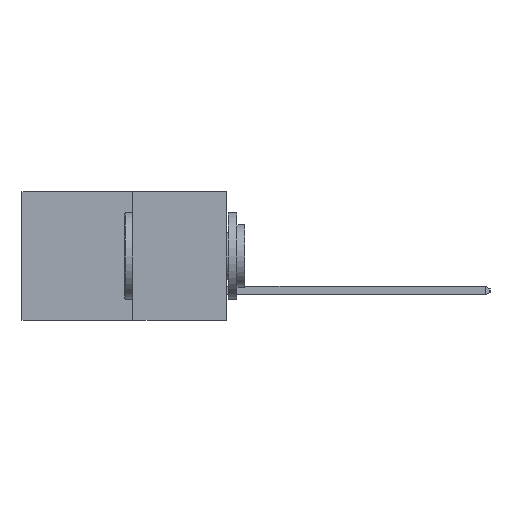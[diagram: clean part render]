
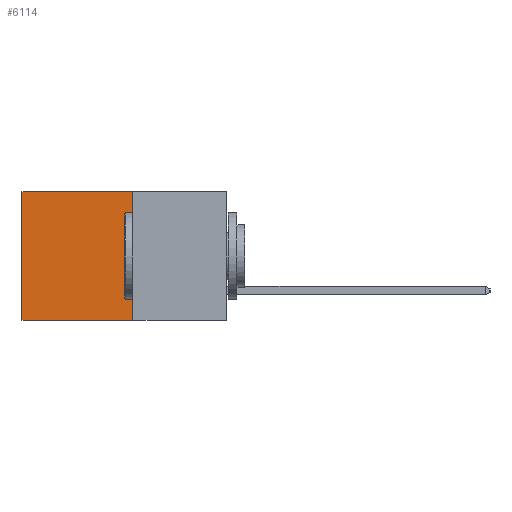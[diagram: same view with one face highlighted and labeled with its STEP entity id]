
A CAD part, left-side view. The second image highlights one B-rep face of the part: STEP entity #6114.
In plain terms, the highlighted planar face has unit normal (-1, 0, 0).
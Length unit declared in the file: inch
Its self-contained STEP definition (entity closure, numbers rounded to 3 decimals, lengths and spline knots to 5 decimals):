
#107 = ORIENTED_EDGE ( 'NONE', *, *, #8045, .T. ) ;
#944 = DIRECTION ( 'NONE',  ( 0., 1., 0. ) ) ;
#1561 = VECTOR ( 'NONE', #2059, 39.37008 ) ;
#1867 = LINE ( 'NONE', #11662, #1561 ) ;
#1869 = VERTEX_POINT ( 'NONE', #3235 ) ;
#2059 = DIRECTION ( 'NONE',  ( 0., 0., -1. ) ) ;
#2584 = AXIS2_PLACEMENT_3D ( 'NONE', #10513, #2848, #9582 ) ;
#2848 = DIRECTION ( 'NONE',  ( 1., 0., 0. ) ) ;
#3030 = EDGE_CURVE ( 'NONE', #5560, #1869, #8338, .T. ) ;
#3235 = CARTESIAN_POINT ( 'NONE',  ( 0.277, 0.59, -0.37 ) ) ;
#3236 = VECTOR ( 'NONE', #8812, 39.37008 ) ;
#3907 = CARTESIAN_POINT ( 'NONE',  ( 0.277, 0.27, 0. ) ) ;
#3916 = CARTESIAN_POINT ( 'NONE',  ( 0.277, 0.27, -0.37 ) ) ;
#3984 = LINE ( 'NONE', #11817, #8813 ) ;
#4011 = CARTESIAN_POINT ( 'NONE',  ( 0.277, 0.27, -0.37 ) ) ;
#4106 = DIRECTION ( 'NONE',  ( 0., 0., -1. ) ) ;
#5004 = CARTESIAN_POINT ( 'NONE',  ( 0.277, 0.59, 0. ) ) ;
#5046 = VERTEX_POINT ( 'NONE', #6070 ) ;
#5560 = VERTEX_POINT ( 'NONE', #3916 ) ;
#6070 = CARTESIAN_POINT ( 'NONE',  ( 0.277, 0.27, 0. ) ) ;
#6114 = ADVANCED_FACE ( 'NONE', ( #7235 ), #8611, .F. ) ;
#6599 = EDGE_LOOP ( 'NONE', ( #10323, #8860, #10925, #107 ) ) ;
#7235 = FACE_OUTER_BOUND ( 'NONE', #6599, .T. ) ;
#7606 = EDGE_CURVE ( 'NONE', #12348, #1869, #1867, .T. ) ;
#8045 = EDGE_CURVE ( 'NONE', #5046, #12348, #11802, .T. ) ;
#8338 = LINE ( 'NONE', #4011, #3236 ) ;
#8611 = PLANE ( 'NONE',  #2584 ) ;
#8812 = DIRECTION ( 'NONE',  ( 0., 1., 0. ) ) ;
#8813 = VECTOR ( 'NONE', #4106, 39.37008 ) ;
#8860 = ORIENTED_EDGE ( 'NONE', *, *, #3030, .F. ) ;
#9582 = DIRECTION ( 'NONE',  ( 0., 0., -1. ) ) ;
#10323 = ORIENTED_EDGE ( 'NONE', *, *, #7606, .T. ) ;
#10513 = CARTESIAN_POINT ( 'NONE',  ( 0.277, 0.27, -0.37 ) ) ;
#10925 = ORIENTED_EDGE ( 'NONE', *, *, #11686, .F. ) ;
#11662 = CARTESIAN_POINT ( 'NONE',  ( 0.277, 0.59, -0.37 ) ) ;
#11686 = EDGE_CURVE ( 'NONE', #5046, #5560, #3984, .T. ) ;
#11802 = LINE ( 'NONE', #3907, #12431 ) ;
#11817 = CARTESIAN_POINT ( 'NONE',  ( 0.277, 0.27, -0.37 ) ) ;
#12348 = VERTEX_POINT ( 'NONE', #5004 ) ;
#12431 = VECTOR ( 'NONE', #944, 39.37008 ) ;
